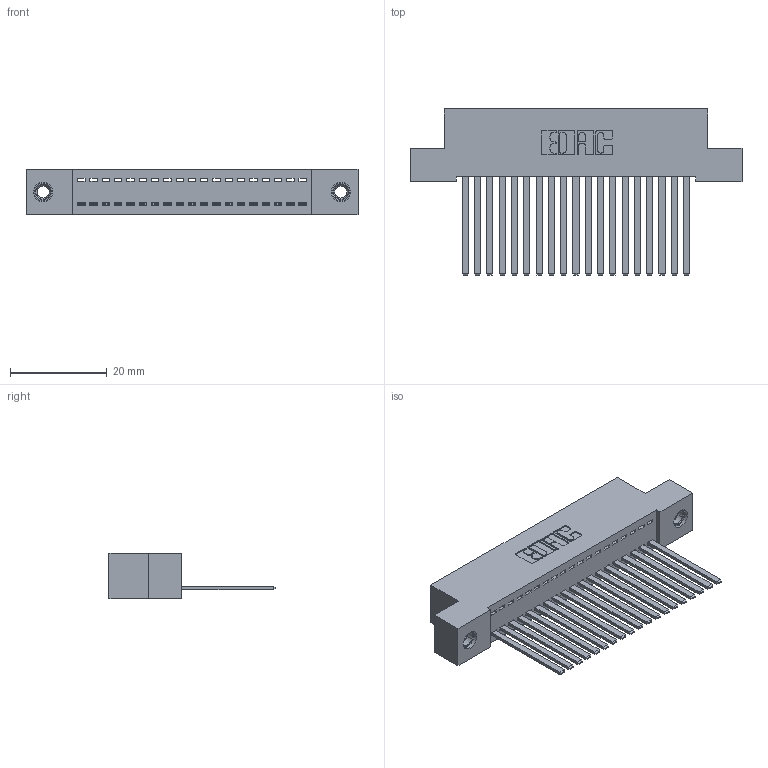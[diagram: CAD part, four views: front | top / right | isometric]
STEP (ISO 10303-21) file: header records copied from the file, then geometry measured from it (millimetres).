
FILE_DESCRIPTION (( 'STEP AP203' ), '1' );
FILE_NAME ('342-019-544-107.STEP', '2018-08-10T22:21:06', ( '' ), ( '' ), 'SwSTEP 2.0', 'SolidWorks 2016', '' );
FILE_SCHEMA (( 'CONFIG_CONTROL_DESIGN' ));
Length unit declared in the file: inch
Products named in the file (4): 342-019-544-107; 342 Part_TI; 345-292-001_345-293-144; 345-250-001_345-250-005-103
Assembly tree (22 placements, depth 2):
  342-019-544-107
    342 Part_TI
    345-292-001_345-293-144  x19
    345-250-001_345-250-005-103  x2
Bounding box: 68.58 x 34.3 x 9.4 mm (x, y, z)
Volume: 6135.7 mm3; surface area: 9239.1 mm2
Topology: 22 solids, 22 shells, 1158 faces, 3437 edges, 2258 vertices
Faces by surface type: plane 820, cylinder 322, cone 12, torus 4
Entity records: 15460 total; most frequent: CARTESIAN_POINT 2650, ORIENTED_EDGE 2598, DIRECTION 2311, EDGE_CURVE 1299, VECTOR 1155, LINE 1155, VERTEX_POINT 860, AXIS2_PLACEMENT_3D 578
